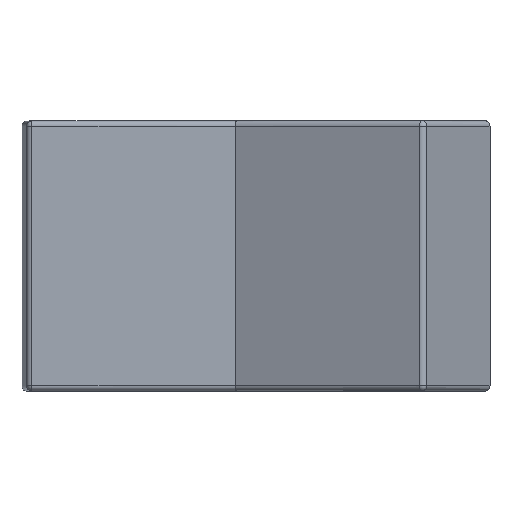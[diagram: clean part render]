
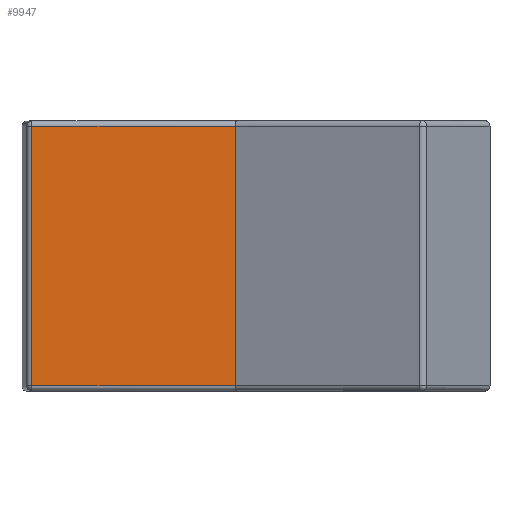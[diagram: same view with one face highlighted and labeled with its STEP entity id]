
A CAD part, top view. The second image highlights one B-rep face of the part: STEP entity #9947.
In plain terms, the highlighted planar face has unit normal (0, 0, 1).
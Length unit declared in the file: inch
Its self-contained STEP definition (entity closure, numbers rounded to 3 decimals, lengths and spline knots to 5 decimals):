
#98=PLANE('',#10596);
#579=FACE_OUTER_BOUND('',#1177,.T.);
#1177=EDGE_LOOP('',(#6943,#6944,#6945,#6946));
#1759=LINE('',#14590,#2883);
#1772=LINE('',#14641,#2896);
#1774=LINE('',#14644,#2898);
#1779=LINE('',#14658,#2903);
#2883=VECTOR('',#11534,0.3937);
#2896=VECTOR('',#11591,0.3937);
#2898=VECTOR('',#11595,0.3937);
#2903=VECTOR('',#11610,0.3937);
#4329=VERTEX_POINT('',#14582);
#4332=VERTEX_POINT('',#14589);
#4335=VERTEX_POINT('',#14596);
#4345=VERTEX_POINT('',#14625);
#5267=EDGE_CURVE('',#4332,#4329,#1759,.T.);
#5293=EDGE_CURVE('',#4335,#4345,#1772,.T.);
#5295=EDGE_CURVE('',#4329,#4335,#1774,.T.);
#5302=EDGE_CURVE('',#4332,#4345,#1779,.T.);
#6943=ORIENTED_EDGE('',*,*,#5267,.F.);
#6944=ORIENTED_EDGE('',*,*,#5302,.T.);
#6945=ORIENTED_EDGE('',*,*,#5293,.F.);
#6946=ORIENTED_EDGE('',*,*,#5295,.F.);
#9947=ADVANCED_FACE('',(#579),#98,.T.);
#10596=AXIS2_PLACEMENT_3D('',#14759,#11706,#11707);
#11534=DIRECTION('',(-1.,0.,0.));
#11591=DIRECTION('',(1.,0.,0.));
#11595=DIRECTION('',(0.,1.,0.));
#11610=DIRECTION('',(0.,1.,0.));
#11706=DIRECTION('center_axis',(0.,0.,
1.));
#11707=DIRECTION('ref_axis',(0.,1.,0.));
#14582=CARTESIAN_POINT('',(-0.50228,-0.28563,0.79746));
#14589=CARTESIAN_POINT('',(-0.0546,-0.28563,0.79746));
#14590=CARTESIAN_POINT('',(-0.04307,-0.28563,0.79746));
#14596=CARTESIAN_POINT('',(-0.50228,0.28563,0.79746));
#14625=CARTESIAN_POINT('',(-0.0546,0.28563,0.79746));
#14641=CARTESIAN_POINT('',(-0.04307,0.28563,0.79746));
#14644=CARTESIAN_POINT('',(-0.50228,0.,0.79746));
#14658=CARTESIAN_POINT('',(-0.0546,0.,0.79746));
#14759=CARTESIAN_POINT('Origin',(-0.0546,0.,
0.79746));
